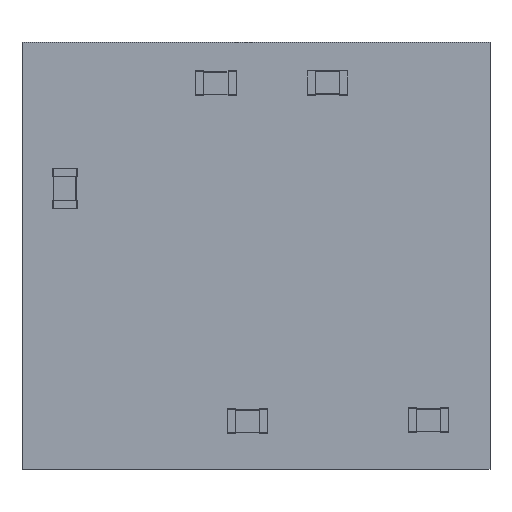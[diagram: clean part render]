
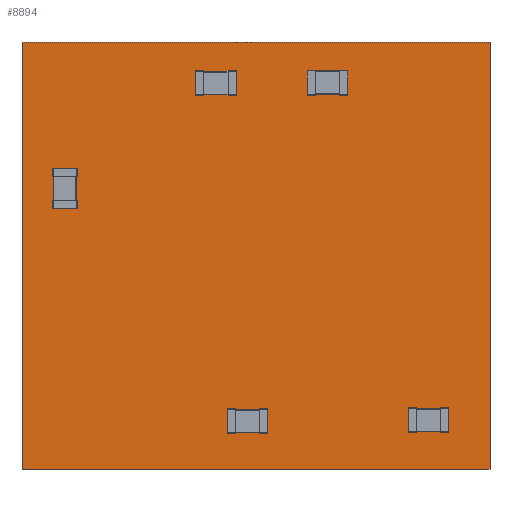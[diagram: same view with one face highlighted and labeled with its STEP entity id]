
A CAD part, top view. The second image highlights one B-rep face of the part: STEP entity #8894.
In plain terms, the highlighted planar face has unit normal (0, 0, 1).
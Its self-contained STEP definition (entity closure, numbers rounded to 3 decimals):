
#8580 = VERTEX_POINT('',#8581);
#8581 = CARTESIAN_POINT('',(40.67,37.52,1.6));
#8588 = PLANE('',#8589);
#8589 = AXIS2_PLACEMENT_3D('',#8590,#8591,#8592);
#8590 = CARTESIAN_POINT('',(40.67,37.52,0.));
#8591 = DIRECTION('',(0.,-1.,0.));
#8592 = DIRECTION('',(-1.,0.,0.));
#8600 = PLANE('',#8601);
#8601 = AXIS2_PLACEMENT_3D('',#8602,#8603,#8604);
#8602 = CARTESIAN_POINT('',(40.67,16.4,0.));
#8603 = DIRECTION('',(-1.,0.,0.));
#8604 = DIRECTION('',(0.,1.,0.));
#8612 = EDGE_CURVE('',#8580,#8613,#8615,.T.);
#8613 = VERTEX_POINT('',#8614);
#8614 = CARTESIAN_POINT('',(17.52,37.51,1.6));
#8615 = SURFACE_CURVE('',#8616,(#8620,#8627),.PCURVE_S1.);
#8616 = LINE('',#8617,#8618);
#8617 = CARTESIAN_POINT('',(40.67,37.52,1.6));
#8618 = VECTOR('',#8619,1.);
#8619 = DIRECTION('',(-1.,0.,0.));
#8620 = PCURVE('',#8588,#8621);
#8621 = DEFINITIONAL_REPRESENTATION('',(#8622),#8626);
#8622 = LINE('',#8623,#8624);
#8623 = CARTESIAN_POINT('',(0.,-1.6));
#8624 = VECTOR('',#8625,1.);
#8625 = DIRECTION('',(1.,0.));
#8626 = ( GEOMETRIC_REPRESENTATION_CONTEXT(2) 
PARAMETRIC_REPRESENTATION_CONTEXT() REPRESENTATION_CONTEXT('2D SPACE',''
  ) );
#8627 = PCURVE('',#8628,#8633);
#8628 = PLANE('',#8629);
#8629 = AXIS2_PLACEMENT_3D('',#8630,#8631,#8632);
#8630 = CARTESIAN_POINT('',(29.101,26.952,1.6));
#8631 = DIRECTION('',(0.,0.,1.));
#8632 = DIRECTION('',(1.,0.,0.));
#8633 = DEFINITIONAL_REPRESENTATION('',(#8634),#8638);
#8634 = LINE('',#8635,#8636);
#8635 = CARTESIAN_POINT('',(11.569,10.568));
#8636 = VECTOR('',#8637,1.);
#8637 = DIRECTION('',(-1.,0.));
#8638 = ( GEOMETRIC_REPRESENTATION_CONTEXT(2) 
PARAMETRIC_REPRESENTATION_CONTEXT() REPRESENTATION_CONTEXT('2D SPACE',''
  ) );
#8656 = PLANE('',#8657);
#8657 = AXIS2_PLACEMENT_3D('',#8658,#8659,#8660);
#8658 = CARTESIAN_POINT('',(17.52,37.51,0.));
#8659 = DIRECTION('',(1.,0.002,0.));
#8660 = DIRECTION('',(0.002,-1.,0.));
#8698 = EDGE_CURVE('',#8613,#8699,#8701,.T.);
#8699 = VERTEX_POINT('',#8700);
#8700 = CARTESIAN_POINT('',(17.56,16.36,1.6));
#8701 = SURFACE_CURVE('',#8702,(#8706,#8713),.PCURVE_S1.);
#8702 = LINE('',#8703,#8704);
#8703 = CARTESIAN_POINT('',(17.52,37.51,1.6));
#8704 = VECTOR('',#8705,1.);
#8705 = DIRECTION('',(0.002,-1.,0.));
#8706 = PCURVE('',#8656,#8707);
#8707 = DEFINITIONAL_REPRESENTATION('',(#8708),#8712);
#8708 = LINE('',#8709,#8710);
#8709 = CARTESIAN_POINT('',(0.,-1.6));
#8710 = VECTOR('',#8711,1.);
#8711 = DIRECTION('',(1.,0.));
#8712 = ( GEOMETRIC_REPRESENTATION_CONTEXT(2) 
PARAMETRIC_REPRESENTATION_CONTEXT() REPRESENTATION_CONTEXT('2D SPACE',''
  ) );
#8713 = PCURVE('',#8628,#8714);
#8714 = DEFINITIONAL_REPRESENTATION('',(#8715),#8719);
#8715 = LINE('',#8716,#8717);
#8716 = CARTESIAN_POINT('',(-11.581,10.558));
#8717 = VECTOR('',#8718,1.);
#8718 = DIRECTION('',(0.002,-1.));
#8719 = ( GEOMETRIC_REPRESENTATION_CONTEXT(2) 
PARAMETRIC_REPRESENTATION_CONTEXT() REPRESENTATION_CONTEXT('2D SPACE',''
  ) );
#8737 = PLANE('',#8738);
#8738 = AXIS2_PLACEMENT_3D('',#8739,#8740,#8741);
#8739 = CARTESIAN_POINT('',(17.56,16.36,0.));
#8740 = DIRECTION('',(-0.002,1.,0.));
#8741 = DIRECTION('',(1.,0.002,0.));
#8774 = EDGE_CURVE('',#8699,#8775,#8777,.T.);
#8775 = VERTEX_POINT('',#8776);
#8776 = CARTESIAN_POINT('',(40.67,16.4,1.6));
#8777 = SURFACE_CURVE('',#8778,(#8782,#8789),.PCURVE_S1.);
#8778 = LINE('',#8779,#8780);
#8779 = CARTESIAN_POINT('',(17.56,16.36,1.6));
#8780 = VECTOR('',#8781,1.);
#8781 = DIRECTION('',(1.,0.002,0.));
#8782 = PCURVE('',#8737,#8783);
#8783 = DEFINITIONAL_REPRESENTATION('',(#8784),#8788);
#8784 = LINE('',#8785,#8786);
#8785 = CARTESIAN_POINT('',(0.,-1.6));
#8786 = VECTOR('',#8787,1.);
#8787 = DIRECTION('',(1.,0.));
#8788 = ( GEOMETRIC_REPRESENTATION_CONTEXT(2) 
PARAMETRIC_REPRESENTATION_CONTEXT() REPRESENTATION_CONTEXT('2D SPACE',''
  ) );
#8789 = PCURVE('',#8628,#8790);
#8790 = DEFINITIONAL_REPRESENTATION('',(#8791),#8795);
#8791 = LINE('',#8792,#8793);
#8792 = CARTESIAN_POINT('',(-11.541,-10.592));
#8793 = VECTOR('',#8794,1.);
#8794 = DIRECTION('',(1.,0.002));
#8795 = ( GEOMETRIC_REPRESENTATION_CONTEXT(2) 
PARAMETRIC_REPRESENTATION_CONTEXT() REPRESENTATION_CONTEXT('2D SPACE',''
  ) );
#8845 = EDGE_CURVE('',#8775,#8580,#8846,.T.);
#8846 = SURFACE_CURVE('',#8847,(#8851,#8858),.PCURVE_S1.);
#8847 = LINE('',#8848,#8849);
#8848 = CARTESIAN_POINT('',(40.67,16.4,1.6));
#8849 = VECTOR('',#8850,1.);
#8850 = DIRECTION('',(0.,1.,0.));
#8851 = PCURVE('',#8600,#8852);
#8852 = DEFINITIONAL_REPRESENTATION('',(#8853),#8857);
#8853 = LINE('',#8854,#8855);
#8854 = CARTESIAN_POINT('',(0.,-1.6));
#8855 = VECTOR('',#8856,1.);
#8856 = DIRECTION('',(1.,0.));
#8857 = ( GEOMETRIC_REPRESENTATION_CONTEXT(2) 
PARAMETRIC_REPRESENTATION_CONTEXT() REPRESENTATION_CONTEXT('2D SPACE',''
  ) );
#8858 = PCURVE('',#8628,#8859);
#8859 = DEFINITIONAL_REPRESENTATION('',(#8860),#8864);
#8860 = LINE('',#8861,#8862);
#8861 = CARTESIAN_POINT('',(11.569,-10.552));
#8862 = VECTOR('',#8863,1.);
#8863 = DIRECTION('',(0.,1.));
#8864 = ( GEOMETRIC_REPRESENTATION_CONTEXT(2) 
PARAMETRIC_REPRESENTATION_CONTEXT() REPRESENTATION_CONTEXT('2D SPACE',''
  ) );
#8894 = ADVANCED_FACE('',(#8895),#8628,.T.);
#8895 = FACE_BOUND('',#8896,.T.);
#8896 = EDGE_LOOP('',(#8897,#8898,#8899,#8900));
#8897 = ORIENTED_EDGE('',*,*,#8612,.T.);
#8898 = ORIENTED_EDGE('',*,*,#8698,.T.);
#8899 = ORIENTED_EDGE('',*,*,#8774,.T.);
#8900 = ORIENTED_EDGE('',*,*,#8845,.T.);
